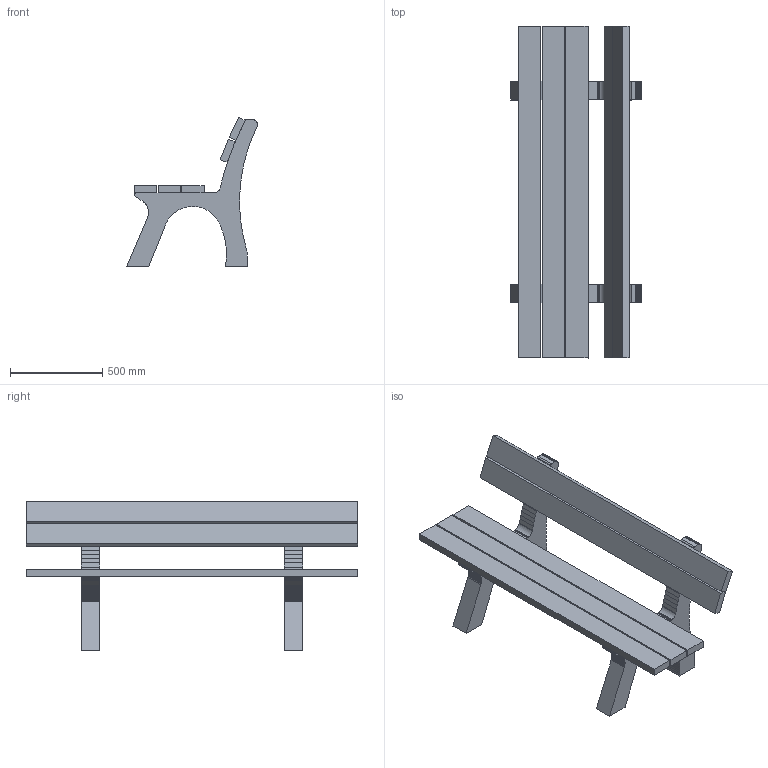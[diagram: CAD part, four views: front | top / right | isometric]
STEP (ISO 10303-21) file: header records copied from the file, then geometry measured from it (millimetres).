
FILE_DESCRIPTION(/* description */ (''),/* implementation_level */ '2;1');
FILE_NAME(/* name */ 'BA Porto ML 3D.stp',/* time_stamp */ '2021-07-22T08:32:51+02:00',/* author */ ('32474'),/* organization */ (''),/* preprocessor_version */ 'ST-DEVELOPER v18.1',/* originating_system */ 'Autodesk Inventor 2022',/* authorisation */ '');
FILE_SCHEMA (('AUTOMOTIVE_DESIGN { 1 0 10303 214 3 1 1 }'));
Length unit declared in the file: millimetre
Products named in the file (1): BA Porto ML 3D
Bounding box: 709.45 x 1800 x 810 mm (x, y, z)
Volume: 74383230.8 mm3; surface area: 4090009.4 mm2
Topology: 1 solids, 1 shells, 469 faces, 1414 edges, 928 vertices
Faces by surface type: plane 447, cylinder 22
Entity records: 16121 total; most frequent: ORIENTED_EDGE 2828, CARTESIAN_POINT 2812, DIRECTION 2398, EDGE_CURVE 1414, LINE 1370, VECTOR 1370, VERTEX_POINT 928, AXIS2_PLACEMENT_3D 514
